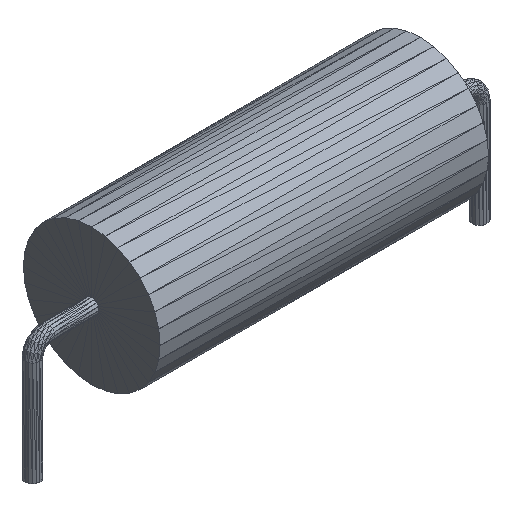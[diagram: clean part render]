
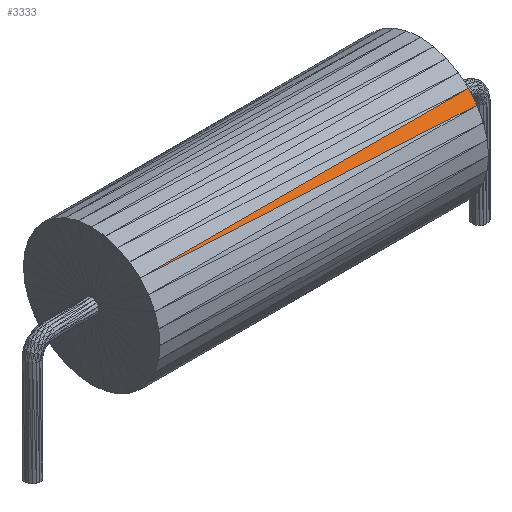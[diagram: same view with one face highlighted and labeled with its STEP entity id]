
A CAD part, isometric view. The second image highlights one B-rep face of the part: STEP entity #3333.
In plain terms, the highlighted planar face has unit normal (0, -0.773, 0.634).
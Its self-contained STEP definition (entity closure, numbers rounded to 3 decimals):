
#3333=ADVANCED_FACE('',(#3334),#3360,.F.);
#3334=FACE_OUTER_BOUND('',#3335,.T.);
#3335=EDGE_LOOP('',(#3336,#3338,#3340));
#3336=ORIENTED_EDGE('',*,*,#3337,.T.);
#3337=EDGE_CURVE('',#3342,#3344,#3346,.T.);
#3338=ORIENTED_EDGE('',*,*,#3339,.T.);
#3339=EDGE_CURVE('',#3344,#3350,#3352,.T.);
#3340=ORIENTED_EDGE('',*,*,#3341,.T.);
#3341=EDGE_CURVE('',#3350,#3342,#3356,.T.);
#3342=VERTEX_POINT('',#3343);
#3343=CARTESIAN_POINT('',(21.26,-3.115,5.828));
#3344=VERTEX_POINT('',#3345);
#3345=CARTESIAN_POINT('',(3.251,-2.649,6.396));
#3346=LINE('',#3347,#3348);
#3347=CARTESIAN_POINT('',(21.26,-3.115,5.828));
#3348=VECTOR('',#3349,1.0);
#3349=DIRECTION('',(0.999,-0.026,-0.031));
#3350=VERTEX_POINT('',#3351);
#3351=CARTESIAN_POINT('',(21.26,-2.649,6.396));
#3352=LINE('',#3353,#3354);
#3353=CARTESIAN_POINT('',(3.251,-2.649,6.396));
#3354=VECTOR('',#3355,1.0);
#3355=DIRECTION('',(-1.0,0.0,0.0));
#3356=LINE('',#3357,#3358);
#3357=CARTESIAN_POINT('',(21.26,-2.649,6.396));
#3358=VECTOR('',#3359,1.0);
#3359=DIRECTION('',(0.0,0.634,0.773));
#3360=PLANE('',#3361);
#3361=AXIS2_PLACEMENT_3D('',#3362,#3363,#3364);
#3362=CARTESIAN_POINT('',(3.251,-2.649,6.396));
#3363=DIRECTION('',(0.0,0.773,-0.634));
#3364=DIRECTION('',(0.0,-0.634,-0.773));
